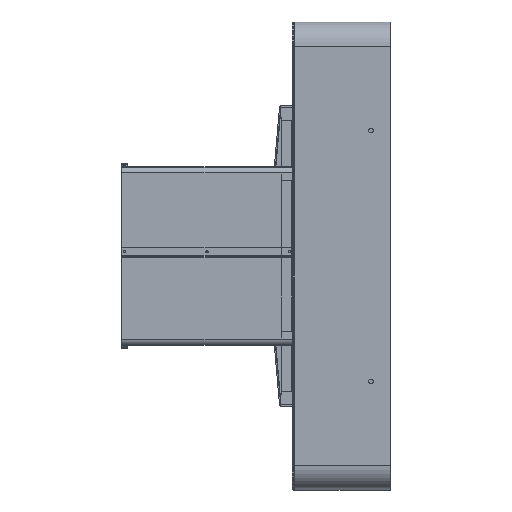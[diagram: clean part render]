
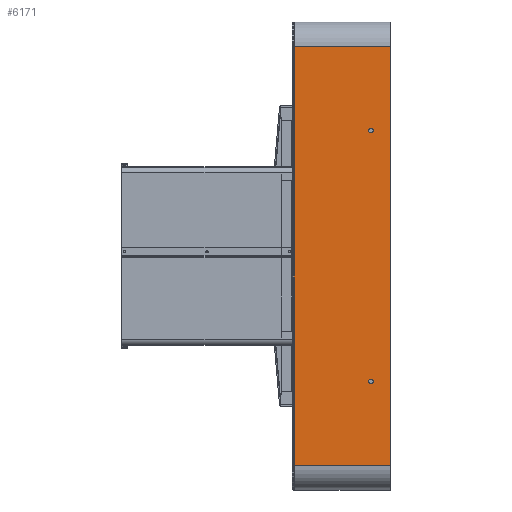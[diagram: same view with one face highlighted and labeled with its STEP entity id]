
A CAD part, left-side view. The second image highlights one B-rep face of the part: STEP entity #6171.
In plain terms, the highlighted planar face has unit normal (-1, 0, 0).
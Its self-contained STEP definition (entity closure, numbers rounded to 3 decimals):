
#450 = ORIENTED_EDGE ( 'NONE', *, *, #11572, .T. ) ;
#1126 = CARTESIAN_POINT ( 'NONE',  ( -500., -100., -160. ) ) ;
#1306 = CARTESIAN_POINT ( 'NONE',  ( -500., 0., 267. ) ) ;
#1373 = DIRECTION ( 'NONE',  ( 0., 1., 0. ) ) ;
#1759 = CIRCLE ( 'NONE', #9539, 3. ) ;
#2265 = EDGE_LOOP ( 'NONE', ( #10360, #450, #10678, #11765 ) ) ;
#2435 = VECTOR ( 'NONE', #12002, 1000. ) ;
#2535 = CARTESIAN_POINT ( 'NONE',  ( -500., -125., 267. ) ) ;
#2544 = VERTEX_POINT ( 'NONE', #11934 ) ;
#2548 = VERTEX_POINT ( 'NONE', #3720 ) ;
#3124 = EDGE_CURVE ( 'NONE', #11582, #6969, #7167, .T. ) ;
#3207 = FACE_BOUND ( 'NONE', #6700, .T. ) ;
#3589 = CARTESIAN_POINT ( 'NONE',  ( -500., -2.1, 267. ) ) ;
#3720 = CARTESIAN_POINT ( 'NONE',  ( -500., -2.1, 267. ) ) ;
#3960 = ORIENTED_EDGE ( 'NONE', *, *, #5948, .F. ) ;
#3991 = LINE ( 'NONE', #12468, #11295 ) ;
#4133 = DIRECTION ( 'NONE',  ( 0., -1., 0. ) ) ;
#4385 = DIRECTION ( 'NONE',  ( 1., 0., 0. ) ) ;
#5305 = EDGE_LOOP ( 'NONE', ( #3960 ) ) ;
#5387 = DIRECTION ( 'NONE',  ( 0., -1., 0. ) ) ;
#5948 = EDGE_CURVE ( 'NONE', #13000, #13000, #7152, .T. ) ;
#6171 = ADVANCED_FACE ( 'NONE', ( #3207, #12929, #12652 ), #10646, .F. ) ;
#6700 = EDGE_LOOP ( 'NONE', ( #7847 ) ) ;
#6716 = AXIS2_PLACEMENT_3D ( 'NONE', #1126, #9753, #5387 ) ;
#6969 = VERTEX_POINT ( 'NONE', #2535 ) ;
#7152 = CIRCLE ( 'NONE', #6716, 3. ) ;
#7167 = LINE ( 'NONE', #11405, #8730 ) ;
#7195 = CARTESIAN_POINT ( 'NONE',  ( -500., -125., -267. ) ) ;
#7363 = EDGE_CURVE ( 'NONE', #9873, #9873, #1759, .T. ) ;
#7837 = AXIS2_PLACEMENT_3D ( 'NONE', #8561, #4385, #11678 ) ;
#7847 = ORIENTED_EDGE ( 'NONE', *, *, #7363, .F. ) ;
#8561 = CARTESIAN_POINT ( 'NONE',  ( -500., 0., 0. ) ) ;
#8730 = VECTOR ( 'NONE', #11461, 1000. ) ;
#8741 = LINE ( 'NONE', #3589, #2435 ) ;
#9356 = EDGE_CURVE ( 'NONE', #2544, #2548, #8741, .T. ) ;
#9539 = AXIS2_PLACEMENT_3D ( 'NONE', #12026, #10009, #9941 ) ;
#9753 = DIRECTION ( 'NONE',  ( -1., 0., 0. ) ) ;
#9800 = CARTESIAN_POINT ( 'NONE',  ( -500., -103., -160. ) ) ;
#9873 = VERTEX_POINT ( 'NONE', #10907 ) ;
#9941 = DIRECTION ( 'NONE',  ( 0., -1., 0. ) ) ;
#10009 = DIRECTION ( 'NONE',  ( -1., 0., 0. ) ) ;
#10360 = ORIENTED_EDGE ( 'NONE', *, *, #9356, .F. ) ;
#10605 = EDGE_CURVE ( 'NONE', #6969, #2548, #10774, .T. ) ;
#10646 = PLANE ( 'NONE',  #7837 ) ;
#10678 = ORIENTED_EDGE ( 'NONE', *, *, #3124, .T. ) ;
#10774 = LINE ( 'NONE', #1306, #10891 ) ;
#10891 = VECTOR ( 'NONE', #1373, 1000. ) ;
#10907 = CARTESIAN_POINT ( 'NONE',  ( -500., -103., 160. ) ) ;
#11295 = VECTOR ( 'NONE', #4133, 1000. ) ;
#11405 = CARTESIAN_POINT ( 'NONE',  ( -500., -125., 0. ) ) ;
#11461 = DIRECTION ( 'NONE',  ( 0., 0., 1. ) ) ;
#11572 = EDGE_CURVE ( 'NONE', #2544, #11582, #3991, .T. ) ;
#11582 = VERTEX_POINT ( 'NONE', #7195 ) ;
#11678 = DIRECTION ( 'NONE',  ( 0., 1., 0. ) ) ;
#11765 = ORIENTED_EDGE ( 'NONE', *, *, #10605, .T. ) ;
#11934 = CARTESIAN_POINT ( 'NONE',  ( -500., -2.1, -267. ) ) ;
#12002 = DIRECTION ( 'NONE',  ( 0., 0., 1. ) ) ;
#12026 = CARTESIAN_POINT ( 'NONE',  ( -500., -100., 160. ) ) ;
#12468 = CARTESIAN_POINT ( 'NONE',  ( -500., 0., -267. ) ) ;
#12652 = FACE_OUTER_BOUND ( 'NONE', #2265, .T. ) ;
#12929 = FACE_BOUND ( 'NONE', #5305, .T. ) ;
#13000 = VERTEX_POINT ( 'NONE', #9800 ) ;
